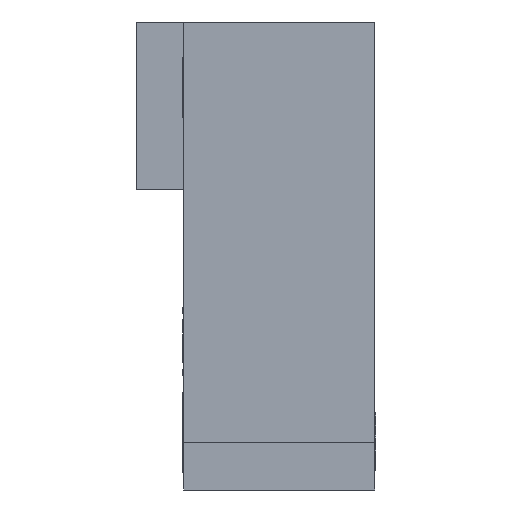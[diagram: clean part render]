
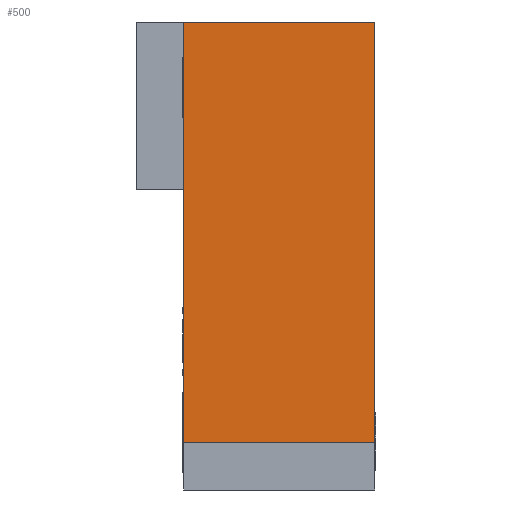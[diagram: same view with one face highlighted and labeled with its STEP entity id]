
A CAD part, left-side view. The second image highlights one B-rep face of the part: STEP entity #500.
In plain terms, the highlighted planar face has unit normal (-1, 0, 0).
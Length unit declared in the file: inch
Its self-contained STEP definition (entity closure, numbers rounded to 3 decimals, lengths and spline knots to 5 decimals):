
#500 = ADVANCED_FACE( '', ( #1108 ), #1109, .F. );
#1108 = FACE_OUTER_BOUND( '', #1806, .T. );
#1109 = PLANE( '', #1807 );
#1806 = EDGE_LOOP( '', ( #3291, #3292, #3293, #3294 ) );
#1807 = AXIS2_PLACEMENT_3D( '', #3295, #3296, #3297 );
#3291 = ORIENTED_EDGE( '', *, *, #4141, .T. );
#3292 = ORIENTED_EDGE( '', *, *, #4449, .F. );
#3293 = ORIENTED_EDGE( '', *, *, #4708, .F. );
#3294 = ORIENTED_EDGE( '', *, *, #4355, .T. );
#3295 = CARTESIAN_POINT( '', ( -0.25, 0.1, 0.05 ) );
#3296 = DIRECTION( '', ( 1., 0., 0. ) );
#3297 = DIRECTION( '', ( 0., 0., -1. ) );
#4141 = EDGE_CURVE( '', #4982, #4980, #4983, .T. );
#4355 = EDGE_CURVE( '', #5339, #4982, #5340, .T. );
#4449 = EDGE_CURVE( '', #5491, #4980, #5493, .T. );
#4708 = EDGE_CURVE( '', #5339, #5491, #5864, .T. );
#4980 = VERTEX_POINT( '', #6197 );
#4982 = VERTEX_POINT( '', #6200 );
#4983 = LINE( '', #6201, #6202 );
#5339 = VERTEX_POINT( '', #6723 );
#5340 = LINE( '', #6724, #6725 );
#5491 = VERTEX_POINT( '', #6952 );
#5493 = LINE( '', #6955, #6956 );
#5864 = LINE( '', #7505, #7506 );
#6197 = CARTESIAN_POINT( '', ( -0.25, -0.1, 0.49 ) );
#6200 = CARTESIAN_POINT( '', ( -0.25, -0.1, 0.05 ) );
#6201 = CARTESIAN_POINT( '', ( -0.25, -0.1, 0.05 ) );
#6202 = VECTOR( '', #7839, 39.37008 );
#6723 = CARTESIAN_POINT( '', ( -0.25, 0.1, 0.05 ) );
#6724 = CARTESIAN_POINT( '', ( -0.25, 0.1, 0.05 ) );
#6725 = VECTOR( '', #8023, 39.37008 );
#6952 = CARTESIAN_POINT( '', ( -0.25, 0.1, 0.49 ) );
#6955 = CARTESIAN_POINT( '', ( -0.25, 0.1, 0.49 ) );
#6956 = VECTOR( '', #8107, 39.37008 );
#7505 = CARTESIAN_POINT( '', ( -0.25, 0.1, 0.05 ) );
#7506 = VECTOR( '', #8322, 39.37008 );
#7839 = DIRECTION( '', ( 0., 0., 1. ) );
#8023 = DIRECTION( '', ( 0., -1., 0. ) );
#8107 = DIRECTION( '', ( 0., -1., 0. ) );
#8322 = DIRECTION( '', ( 0., 0., 1. ) );
